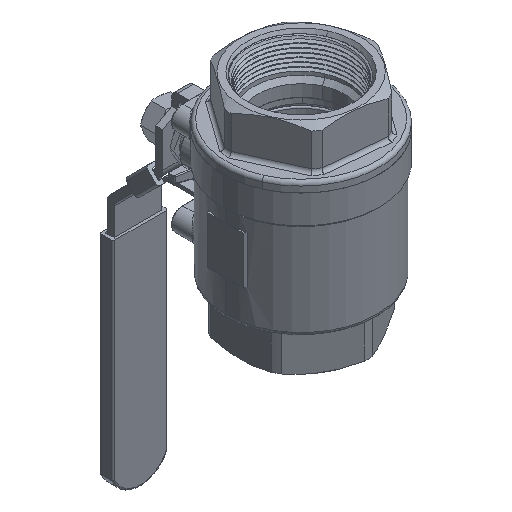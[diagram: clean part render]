
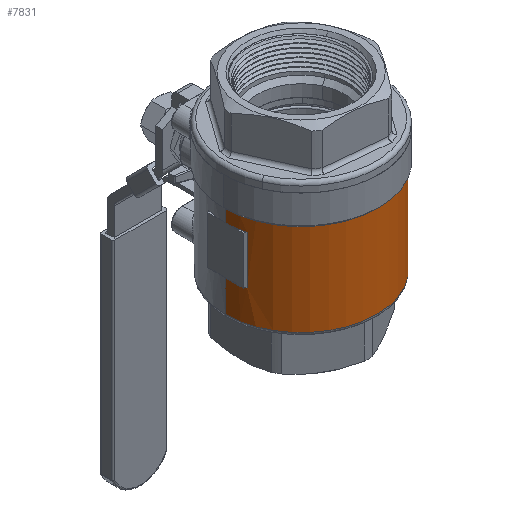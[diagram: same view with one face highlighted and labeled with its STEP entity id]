
A CAD part, isometric view. The second image highlights one B-rep face of the part: STEP entity #7831.
In plain terms, the highlighted cylindrical face has radius 43.7 mm (diameter 87.4 mm), a partial arc.
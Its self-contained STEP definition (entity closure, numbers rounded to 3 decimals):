
#5326 = EDGE_CURVE ( 'NONE', #5393, #5327, #57274, .T. ) ;
#5327 = VERTEX_POINT ( 'NONE', #57270 ) ;
#5353 = EDGE_CURVE ( 'NONE', #5360, #5354, #57245, .T. ) ;
#5354 = VERTEX_POINT ( 'NONE', #57246 ) ;
#5360 = VERTEX_POINT ( 'NONE', #57229 ) ;
#5383 = VERTEX_POINT ( 'NONE', #57473 ) ;
#5393 = VERTEX_POINT ( 'NONE', #57549 ) ;
#5573 = VERTEX_POINT ( 'NONE', #57593 ) ;
#5574 = VERTEX_POINT ( 'NONE', #57592 ) ;
#5576 = EDGE_CURVE ( 'NONE', #5383, #5574, #57772, .T. ) ;
#5608 = EDGE_CURVE ( 'NONE', #5609, #5354, #57853, .T. ) ;
#5609 = VERTEX_POINT ( 'NONE', #57849 ) ;
#5614 = EDGE_CURVE ( 'NONE', #5573, #5360, #57841, .T. ) ;
#7796 = ORIENTED_EDGE ( 'NONE', *, *, #7798, .F. ) ;
#7798 = EDGE_CURVE ( 'NONE', #5609, #7826, #42134, .T. ) ;
#7801 = ORIENTED_EDGE ( 'NONE', *, *, #5608, .T. ) ;
#7803 = ORIENTED_EDGE ( 'NONE', *, *, #5353, .F. ) ;
#7805 = ORIENTED_EDGE ( 'NONE', *, *, #5614, .F. ) ;
#7807 = ORIENTED_EDGE ( 'NONE', *, *, #7808, .T. ) ;
#7808 = EDGE_CURVE ( 'NONE', #5573, #7911, #42135, .T. ) ;
#7809 = ORIENTED_EDGE ( 'NONE', *, *, #7855, .F. ) ;
#7811 = ORIENTED_EDGE ( 'NONE', *, *, #7813, .T. ) ;
#7813 = EDGE_CURVE ( 'NONE', #7851, #5327, #42338, .T. ) ;
#7822 = ORIENTED_EDGE ( 'NONE', *, *, #7824, .F. ) ;
#7824 = EDGE_CURVE ( 'NONE', #7826, #7844, #42349, .T. ) ;
#7826 = VERTEX_POINT ( 'NONE', #42345 ) ;
#7831 = ADVANCED_FACE ( 'NONE', ( #42344 ), #42343, .T. ) ;
#7832 = ORIENTED_EDGE ( 'NONE', *, *, #5326, .F. ) ;
#7834 = ORIENTED_EDGE ( 'NONE', *, *, #7836, .T. ) ;
#7836 = EDGE_CURVE ( 'NONE', #5393, #5383, #42253, .T. ) ;
#7838 = ORIENTED_EDGE ( 'NONE', *, *, #5576, .T. ) ;
#7840 = ORIENTED_EDGE ( 'NONE', *, *, #7842, .T. ) ;
#7842 = EDGE_CURVE ( 'NONE', #5574, #7844, #42244, .T. ) ;
#7844 = VERTEX_POINT ( 'NONE', #42239 ) ;
#7851 = VERTEX_POINT ( 'NONE', #42312 ) ;
#7855 = EDGE_CURVE ( 'NONE', #7851, #7911, #42311, .T. ) ;
#7875 = EDGE_LOOP ( 'NONE', ( #7832, #7834, #7838, #7840, #7822, #7796, #7801, #7803, #7805, #7807, #7809, #7811 ) ) ;
#7911 = VERTEX_POINT ( 'NONE', #42279 ) ;
#42130 = DIRECTION ( 'NONE',  ( -1., 0., 0. ) ) ;
#42131 = DIRECTION ( 'NONE',  ( 0., 0., -1. ) ) ;
#42132 = CARTESIAN_POINT ( 'NONE',  ( 0., 0., 10. ) ) ;
#42133 = AXIS2_PLACEMENT_3D ( 'NONE', #42132, #42131, #42130 ) ;
#42134 = CIRCLE ( 'NONE', #42133, 43.7 ) ;
#42135 = CIRCLE ( 'NONE', #42342, 43.7 ) ;
#42239 = CARTESIAN_POINT ( 'NONE',  ( 42.274, -11.073, -18.5 ) ) ;
#42240 = DIRECTION ( 'NONE',  ( -1., 0., 0. ) ) ;
#42241 = DIRECTION ( 'NONE',  ( 0., 0., -1. ) ) ;
#42242 = CARTESIAN_POINT ( 'NONE',  ( 0., 0., -18.5 ) ) ;
#42243 = AXIS2_PLACEMENT_3D ( 'NONE', #42242, #42241, #42240 ) ;
#42244 = CIRCLE ( 'NONE', #42243, 43.7 ) ;
#42245 = DIRECTION ( 'NONE',  ( 1., 0., 0. ) ) ;
#42246 = DIRECTION ( 'NONE',  ( 0., 0., 1. ) ) ;
#42247 = CARTESIAN_POINT ( 'NONE',  ( 0., 0., -36.3 ) ) ;
#42248 = AXIS2_PLACEMENT_3D ( 'NONE', #42247, #42246, #42245 ) ;
#42250 = DIRECTION ( 'NONE',  ( 1., 0., 0. ) ) ;
#42251 = DIRECTION ( 'NONE',  ( 0., 0., 1. ) ) ;
#42252 = CARTESIAN_POINT ( 'NONE',  ( 0., 0., 38.13 ) ) ;
#42253 = CIRCLE ( 'NONE', #42248, 43.7 ) ;
#42254 = AXIS2_PLACEMENT_3D ( 'NONE', #42252, #42251, #42250 ) ;
#42279 = CARTESIAN_POINT ( 'NONE',  ( -42.274, -11.073, 9.5 ) ) ;
#42308 = DIRECTION ( 'NONE',  ( 0., 0., 1. ) ) ;
#42309 = VECTOR ( 'NONE', #42308, 1000. ) ;
#42310 = CARTESIAN_POINT ( 'NONE',  ( -42.274, -11.073, 38.13 ) ) ;
#42311 = LINE ( 'NONE', #42310, #42309 ) ;
#42312 = CARTESIAN_POINT ( 'NONE',  ( -42.274, -11.073, -18. ) ) ;
#42334 = DIRECTION ( 'NONE',  ( -1., 0., 0. ) ) ;
#42335 = DIRECTION ( 'NONE',  ( 0., 0., -1. ) ) ;
#42336 = CARTESIAN_POINT ( 'NONE',  ( 0., 0., -18. ) ) ;
#42337 = AXIS2_PLACEMENT_3D ( 'NONE', #42336, #42335, #42334 ) ;
#42338 = CIRCLE ( 'NONE', #42337, 43.7 ) ;
#42339 = DIRECTION ( 'NONE',  ( 1., 0., 0. ) ) ;
#42340 = DIRECTION ( 'NONE',  ( 0., 0., 1. ) ) ;
#42341 = CARTESIAN_POINT ( 'NONE',  ( 0., 0., 9.5 ) ) ;
#42342 = AXIS2_PLACEMENT_3D ( 'NONE', #42341, #42340, #42339 ) ;
#42343 = CYLINDRICAL_SURFACE ( 'NONE', #42254, 43.7 ) ;
#42344 = FACE_OUTER_BOUND ( 'NONE', #7875, .T. ) ;
#42345 = CARTESIAN_POINT ( 'NONE',  ( 42.274, -11.073, 10. ) ) ;
#42346 = DIRECTION ( 'NONE',  ( 0., 0., -1. ) ) ;
#42347 = VECTOR ( 'NONE', #42346, 1000. ) ;
#42348 = CARTESIAN_POINT ( 'NONE',  ( 42.274, -11.073, 38.13 ) ) ;
#42349 = LINE ( 'NONE', #42348, #42347 ) ;
#57229 = CARTESIAN_POINT ( 'NONE',  ( -43.7, 0., 16.55 ) ) ;
#57241 = DIRECTION ( 'NONE',  ( 1., 0., 0. ) ) ;
#57242 = DIRECTION ( 'NONE',  ( 0., 0., 1. ) ) ;
#57243 = CARTESIAN_POINT ( 'NONE',  ( 0., 0., 16.55 ) ) ;
#57244 = AXIS2_PLACEMENT_3D ( 'NONE', #57243, #57242, #57241 ) ;
#57245 = CIRCLE ( 'NONE', #57244, 43.7 ) ;
#57246 = CARTESIAN_POINT ( 'NONE',  ( 43.7, 0., 16.55 ) ) ;
#57270 = CARTESIAN_POINT ( 'NONE',  ( -43.7, 0., -18. ) ) ;
#57271 = DIRECTION ( 'NONE',  ( 0., 0., 1. ) ) ;
#57272 = VECTOR ( 'NONE', #57271, 1000. ) ;
#57273 = CARTESIAN_POINT ( 'NONE',  ( -43.7, 0., 38.13 ) ) ;
#57274 = LINE ( 'NONE', #57273, #57272 ) ;
#57473 = CARTESIAN_POINT ( 'NONE',  ( 43.7, 0., -36.3 ) ) ;
#57549 = CARTESIAN_POINT ( 'NONE',  ( -43.7, 0., -36.3 ) ) ;
#57592 = CARTESIAN_POINT ( 'NONE',  ( 43.7, 0., -18.5 ) ) ;
#57593 = CARTESIAN_POINT ( 'NONE',  ( -43.7, 0., 9.5 ) ) ;
#57769 = DIRECTION ( 'NONE',  ( 0., 0., 1. ) ) ;
#57770 = VECTOR ( 'NONE', #57769, 1000. ) ;
#57771 = CARTESIAN_POINT ( 'NONE',  ( 43.7, 0., 38.13 ) ) ;
#57772 = LINE ( 'NONE', #57771, #57770 ) ;
#57838 = DIRECTION ( 'NONE',  ( 0., 0., 1. ) ) ;
#57839 = VECTOR ( 'NONE', #57838, 1000. ) ;
#57840 = CARTESIAN_POINT ( 'NONE',  ( -43.7, 0., 38.13 ) ) ;
#57841 = LINE ( 'NONE', #57840, #57839 ) ;
#57849 = CARTESIAN_POINT ( 'NONE',  ( 43.7, 0., 10. ) ) ;
#57850 = DIRECTION ( 'NONE',  ( 0., 0., 1. ) ) ;
#57851 = VECTOR ( 'NONE', #57850, 1000. ) ;
#57852 = CARTESIAN_POINT ( 'NONE',  ( 43.7, 0., 38.13 ) ) ;
#57853 = LINE ( 'NONE', #57852, #57851 ) ;
